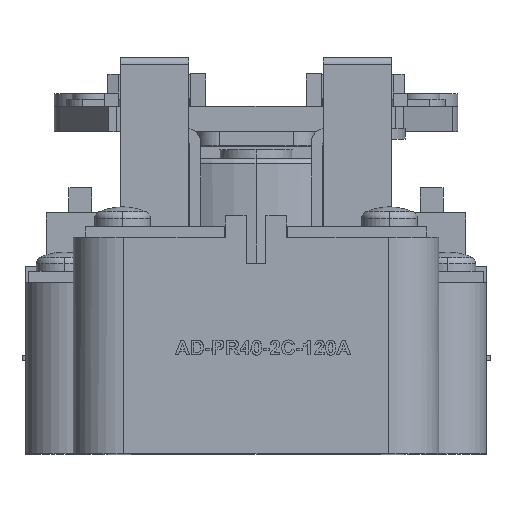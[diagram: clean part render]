
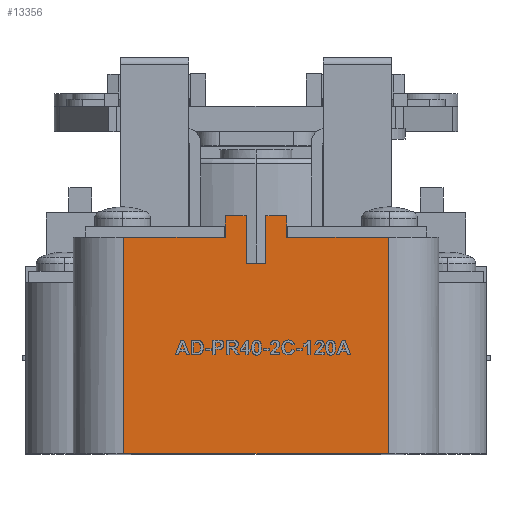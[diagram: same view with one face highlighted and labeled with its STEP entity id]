
A CAD part, top view. The second image highlights one B-rep face of the part: STEP entity #13356.
In plain terms, the highlighted planar face has unit normal (0, 0, 1).
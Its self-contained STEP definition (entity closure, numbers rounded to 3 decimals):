
#414 = DIRECTION ( 'NONE',  ( 0., 1., 0. ) ) ;
#613 = ORIENTED_EDGE ( 'NONE', *, *, #39710, .F. ) ;
#926 = AXIS2_PLACEMENT_3D ( 'NONE', #32095, #4647, #26066 ) ;
#1042 = ORIENTED_EDGE ( 'NONE', *, *, #24428, .T. ) ;
#1047 = VERTEX_POINT ( 'NONE', #21308 ) ;
#1492 = CARTESIAN_POINT ( 'NONE',  ( 4.25, 30., 50. ) ) ;
#1556 = PLANE ( 'NONE',  #926 ) ;
#1863 = ORIENTED_EDGE ( 'NONE', *, *, #6971, .T. ) ;
#1969 = CARTESIAN_POINT ( 'NONE',  ( -4.25, 30., 50. ) ) ;
#3273 = CARTESIAN_POINT ( 'NONE',  ( 4.25, 33., 50. ) ) ;
#3380 = VERTEX_POINT ( 'NONE', #13672 ) ;
#3397 = VERTEX_POINT ( 'NONE', #22921 ) ;
#4205 = DIRECTION ( 'NONE',  ( 0., -1., 0. ) ) ;
#4369 = EDGE_CURVE ( 'NONE', #5302, #1047, #6397, .T. ) ;
#4562 = DIRECTION ( 'NONE',  ( 1., 0., 0. ) ) ;
#4627 = ORIENTED_EDGE ( 'NONE', *, *, #39604, .F. ) ;
#4647 = DIRECTION ( 'NONE',  ( 0., 0., 1. ) ) ;
#4824 = CARTESIAN_POINT ( 'NONE',  ( -1.375, 26.34, 50. ) ) ;
#5163 = CARTESIAN_POINT ( 'NONE',  ( 18.375, 30., 50. ) ) ;
#5211 = LINE ( 'NONE', #27244, #35883 ) ;
#5302 = VERTEX_POINT ( 'NONE', #34039 ) ;
#5451 = VECTOR ( 'NONE', #6759, 1000. ) ;
#5601 = VERTEX_POINT ( 'NONE', #4824 ) ;
#5826 = DIRECTION ( 'NONE',  ( 1., 0., 0. ) ) ;
#5994 = VECTOR ( 'NONE', #24747, 1000. ) ;
#6266 = VECTOR ( 'NONE', #8152, 1000. ) ;
#6397 = LINE ( 'NONE', #31469, #38050 ) ;
#6434 = LINE ( 'NONE', #28026, #5451 ) ;
#6549 = ORIENTED_EDGE ( 'NONE', *, *, #15234, .F. ) ;
#6759 = DIRECTION ( 'NONE',  ( 0., 1., 0. ) ) ;
#6822 = CARTESIAN_POINT ( 'NONE',  ( 1.375, 26.34, 50. ) ) ;
#6971 = EDGE_CURVE ( 'NONE', #33011, #27538, #36210, .T. ) ;
#7181 = VECTOR ( 'NONE', #33075, 1000. ) ;
#7934 = ORIENTED_EDGE ( 'NONE', *, *, #4369, .F. ) ;
#8000 = CARTESIAN_POINT ( 'NONE',  ( -18.375, 30., 50. ) ) ;
#8072 = LINE ( 'NONE', #22951, #31517 ) ;
#8127 = DIRECTION ( 'NONE',  ( 0., -1., 0. ) ) ;
#8152 = DIRECTION ( 'NONE',  ( 0., -1., 0. ) ) ;
#8916 = EDGE_CURVE ( 'NONE', #5601, #29538, #6434, .T. ) ;
#8991 = EDGE_CURVE ( 'NONE', #19454, #37725, #9767, .T. ) ;
#9767 = LINE ( 'NONE', #22583, #17901 ) ;
#10477 = EDGE_CURVE ( 'NONE', #37725, #3397, #15308, .T. ) ;
#10628 = EDGE_CURVE ( 'NONE', #19573, #22183, #31064, .T. ) ;
#11651 = CARTESIAN_POINT ( 'NONE',  ( 18.375, 30., 50. ) ) ;
#12345 = CARTESIAN_POINT ( 'NONE',  ( -4.25, 33., 50. ) ) ;
#13356 = ADVANCED_FACE ( 'NONE', ( #38923 ), #1556, .T. ) ;
#13672 = CARTESIAN_POINT ( 'NONE',  ( 4.25, 33., 50. ) ) ;
#14367 = LINE ( 'NONE', #26455, #6266 ) ;
#15071 = DIRECTION ( 'NONE',  ( -1., 0., 0. ) ) ;
#15234 = EDGE_CURVE ( 'NONE', #22183, #3380, #22300, .T. ) ;
#15308 = LINE ( 'NONE', #11651, #7181 ) ;
#16096 = DIRECTION ( 'NONE',  ( -1., 0., 0. ) ) ;
#16151 = VECTOR ( 'NONE', #29380, 1000. ) ;
#16571 = ORIENTED_EDGE ( 'NONE', *, *, #8916, .T. ) ;
#17901 = VECTOR ( 'NONE', #4205, 1000. ) ;
#17932 = ORIENTED_EDGE ( 'NONE', *, *, #32428, .F. ) ;
#18172 = VECTOR ( 'NONE', #8127, 1000. ) ;
#18747 = CARTESIAN_POINT ( 'NONE',  ( 1.375, 26.34, 50. ) ) ;
#18982 = ORIENTED_EDGE ( 'NONE', *, *, #8991, .T. ) ;
#19133 = CARTESIAN_POINT ( 'NONE',  ( 18.375, 30., 50. ) ) ;
#19454 = VERTEX_POINT ( 'NONE', #12345 ) ;
#19573 = VERTEX_POINT ( 'NONE', #6822 ) ;
#19806 = EDGE_CURVE ( 'NONE', #3380, #27538, #14367, .T. ) ;
#21308 = CARTESIAN_POINT ( 'NONE',  ( -18.375, 0., 50. ) ) ;
#22091 = ORIENTED_EDGE ( 'NONE', *, *, #10628, .F. ) ;
#22183 = VERTEX_POINT ( 'NONE', #30081 ) ;
#22300 = LINE ( 'NONE', #3273, #5994 ) ;
#22583 = CARTESIAN_POINT ( 'NONE',  ( -4.25, 33., 50. ) ) ;
#22688 = ORIENTED_EDGE ( 'NONE', *, *, #10477, .T. ) ;
#22921 = CARTESIAN_POINT ( 'NONE',  ( -18.375, 30., 50. ) ) ;
#22951 = CARTESIAN_POINT ( 'NONE',  ( 4.25, 33., 50. ) ) ;
#22973 = VECTOR ( 'NONE', #414, 1000. ) ;
#23661 = CARTESIAN_POINT ( 'NONE',  ( -1.375, 33., 50. ) ) ;
#24198 = CARTESIAN_POINT ( 'NONE',  ( 18.375, 30., 50. ) ) ;
#24428 = EDGE_CURVE ( 'NONE', #3397, #1047, #39641, .T. ) ;
#24747 = DIRECTION ( 'NONE',  ( 1., 0., 0. ) ) ;
#26066 = DIRECTION ( 'NONE',  ( 1., 0., 0. ) ) ;
#26068 = ORIENTED_EDGE ( 'NONE', *, *, #19806, .F. ) ;
#26455 = CARTESIAN_POINT ( 'NONE',  ( 4.25, 33., 50. ) ) ;
#27244 = CARTESIAN_POINT ( 'NONE',  ( 1.375, 26.34, 50. ) ) ;
#27260 = LINE ( 'NONE', #5163, #18172 ) ;
#27538 = VERTEX_POINT ( 'NONE', #1492 ) ;
#28026 = CARTESIAN_POINT ( 'NONE',  ( -1.375, 26.34, 50. ) ) ;
#29380 = DIRECTION ( 'NONE',  ( 0., -1., 0. ) ) ;
#29538 = VERTEX_POINT ( 'NONE', #23661 ) ;
#30081 = CARTESIAN_POINT ( 'NONE',  ( 1.375, 33., 50. ) ) ;
#31064 = LINE ( 'NONE', #18747, #22973 ) ;
#31469 = CARTESIAN_POINT ( 'NONE',  ( 18.375, 0., 50. ) ) ;
#31517 = VECTOR ( 'NONE', #4562, 1000. ) ;
#32095 = CARTESIAN_POINT ( 'NONE',  ( 18.375, 30., 50. ) ) ;
#32428 = EDGE_CURVE ( 'NONE', #19454, #29538, #8072, .T. ) ;
#33011 = VERTEX_POINT ( 'NONE', #19133 ) ;
#33075 = DIRECTION ( 'NONE',  ( -1., 0., 0. ) ) ;
#33777 = EDGE_LOOP ( 'NONE', ( #16571, #17932, #18982, #22688, #1042, #7934, #4627, #1863, #26068, #6549, #22091, #613 ) ) ;
#34039 = CARTESIAN_POINT ( 'NONE',  ( 18.375, 0., 50. ) ) ;
#35225 = VECTOR ( 'NONE', #15071, 1000. ) ;
#35883 = VECTOR ( 'NONE', #5826, 1000. ) ;
#36210 = LINE ( 'NONE', #24198, #35225 ) ;
#37725 = VERTEX_POINT ( 'NONE', #1969 ) ;
#38050 = VECTOR ( 'NONE', #16096, 1000. ) ;
#38923 = FACE_OUTER_BOUND ( 'NONE', #33777, .T. ) ;
#39604 = EDGE_CURVE ( 'NONE', #33011, #5302, #27260, .T. ) ;
#39641 = LINE ( 'NONE', #8000, #16151 ) ;
#39710 = EDGE_CURVE ( 'NONE', #5601, #19573, #5211, .T. ) ;
